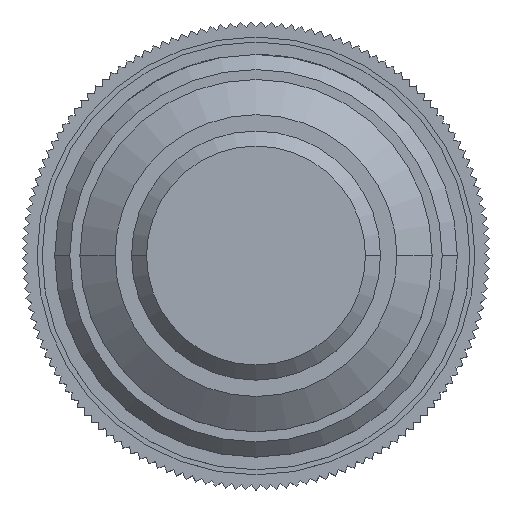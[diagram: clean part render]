
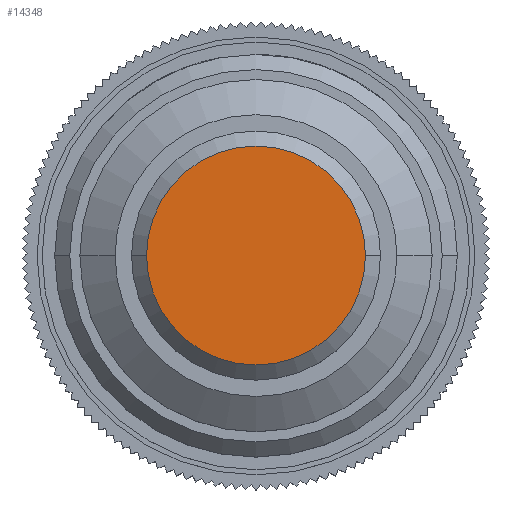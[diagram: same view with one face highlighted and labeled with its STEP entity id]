
A CAD part, top view. The second image highlights one B-rep face of the part: STEP entity #14348.
In plain terms, the highlighted planar face has unit normal (0, 0, 1).
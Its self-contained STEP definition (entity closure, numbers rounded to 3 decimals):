
#1689 = DIRECTION ( 'NONE',  ( -1., 0., 0. ) ) ;
#3438 = CARTESIAN_POINT ( 'NONE',  ( 0., 17., 2.784 ) ) ;
#3444 = CARTESIAN_POINT ( 'NONE',  ( 0., 0., 2.784 ) ) ;
#4267 = DIRECTION ( 'NONE',  ( 0., 0., 1. ) ) ;
#4291 = AXIS2_PLACEMENT_3D ( 'NONE', #21121, #4267, #16182 ) ;
#5150 = PLANE ( 'NONE',  #12066 ) ;
#5256 = FACE_OUTER_BOUND ( 'NONE', #13791, .T. ) ;
#5976 = CARTESIAN_POINT ( 'NONE',  ( 21.75, 0., 2.784 ) ) ;
#6599 = VERTEX_POINT ( 'NONE', #13374 ) ;
#6838 = EDGE_CURVE ( 'Defeature ausgef�hrt1_31+Defeature ausgef�hrt1_45+Defeature ausgef�hrt1_45+Defeature ausgef�hrt1_45', #6599, #12036, #15947, .T. ) ;
#8278 = ORIENTED_EDGE ( 'NONE', *, *, #17007, .T. ) ;
#10414 = DIRECTION ( 'NONE',  ( 0., 0., 1. ) ) ;
#11590 = ORIENTED_EDGE ( 'NONE', *, *, #6838, .T. ) ;
#12036 = VERTEX_POINT ( 'NONE', #5976 ) ;
#12066 = AXIS2_PLACEMENT_3D ( 'NONE', #3438, #13548, #17425 ) ;
#13374 = CARTESIAN_POINT ( 'NONE',  ( -21.75, 0., 2.784 ) ) ;
#13548 = DIRECTION ( 'NONE',  ( 0., 0., -1. ) ) ;
#13791 = EDGE_LOOP ( 'NONE', ( #11590, #8278 ) ) ;
#14348 = ADVANCED_FACE ( 'Defeature ausgef�hrt1_31', ( #5256 ), #5150, .F. ) ;
#15947 = CIRCLE ( 'NONE', #4291, 21.75 ) ;
#16182 = DIRECTION ( 'NONE',  ( -1., 0., 0. ) ) ;
#17007 = EDGE_CURVE ( 'Defeature ausgef�hrt1_31+Defeature ausgef�hrt1_45+Defeature ausgef�hrt1_45+Defeature ausgef�hrt1_45', #12036, #6599, #17795, .T. ) ;
#17425 = DIRECTION ( 'NONE',  ( -1., 0., 0. ) ) ;
#17795 = CIRCLE ( 'NONE', #20657, 21.75 ) ;
#20657 = AXIS2_PLACEMENT_3D ( 'NONE', #3444, #10414, #1689 ) ;
#21121 = CARTESIAN_POINT ( 'NONE',  ( 0., 0., 2.784 ) ) ;
